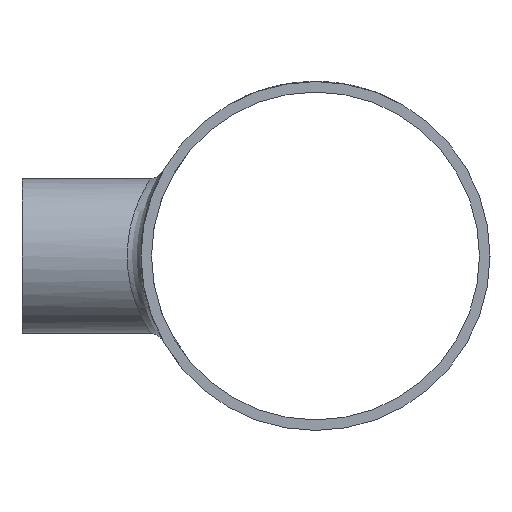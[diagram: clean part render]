
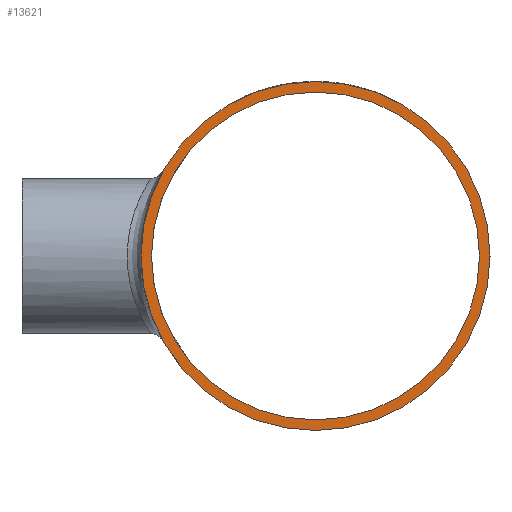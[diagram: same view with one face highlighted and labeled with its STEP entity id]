
A CAD part, left-side view. The second image highlights one B-rep face of the part: STEP entity #13621.
In plain terms, the highlighted planar face has unit normal (-1, 0, 0).
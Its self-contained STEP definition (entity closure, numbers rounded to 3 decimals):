
#23 = DIRECTION ( 'NONE',  ( 0., 0., 1. ) ) ;
#52 = FACE_OUTER_BOUND ( 'NONE', #3331, .T. ) ;
#724 = VERTEX_POINT ( 'NONE', #3706 ) ;
#1719 = CARTESIAN_POINT ( 'NONE',  ( -76., 0., 0. ) ) ;
#3221 = CARTESIAN_POINT ( 'NONE',  ( -76., 0., 0. ) ) ;
#3226 = VERTEX_POINT ( 'NONE', #13081 ) ;
#3259 = ORIENTED_EDGE ( 'NONE', *, *, #12519, .F. ) ;
#3331 = EDGE_LOOP ( 'NONE', ( #19335 ) ) ;
#3697 = AXIS2_PLACEMENT_3D ( 'NONE', #17949, #14586, #13289 ) ;
#3706 = CARTESIAN_POINT ( 'NONE',  ( -76., 0., 38.05 ) ) ;
#7180 = EDGE_CURVE ( 'NONE', #724, #724, #16695, .T. ) ;
#7494 = FACE_BOUND ( 'NONE', #7589, .T. ) ;
#7589 = EDGE_LOOP ( 'NONE', ( #3259 ) ) ;
#12266 = CIRCLE ( 'NONE', #3697, 35.75 ) ;
#12519 = EDGE_CURVE ( 'NONE', #3226, #3226, #12266, .T. ) ;
#12833 = DIRECTION ( 'NONE',  ( 0., 0., 1. ) ) ;
#12862 = PLANE ( 'NONE',  #14213 ) ;
#13081 = CARTESIAN_POINT ( 'NONE',  ( -76., 0., 35.75 ) ) ;
#13289 = DIRECTION ( 'NONE',  ( 0., 0., 1. ) ) ;
#13621 = ADVANCED_FACE ( 'NONE', ( #7494, #52 ), #12862, .T. ) ;
#14213 = AXIS2_PLACEMENT_3D ( 'NONE', #3221, #17475, #23 ) ;
#14586 = DIRECTION ( 'NONE',  ( -1., 0., 0. ) ) ;
#15420 = AXIS2_PLACEMENT_3D ( 'NONE', #1719, #17308, #12833 ) ;
#16695 = CIRCLE ( 'NONE', #15420, 38.05 ) ;
#17308 = DIRECTION ( 'NONE',  ( -1., 0., 0. ) ) ;
#17475 = DIRECTION ( 'NONE',  ( -1., 0., 0. ) ) ;
#17949 = CARTESIAN_POINT ( 'NONE',  ( -76., 0., 0. ) ) ;
#19335 = ORIENTED_EDGE ( 'NONE', *, *, #7180, .T. ) ;
